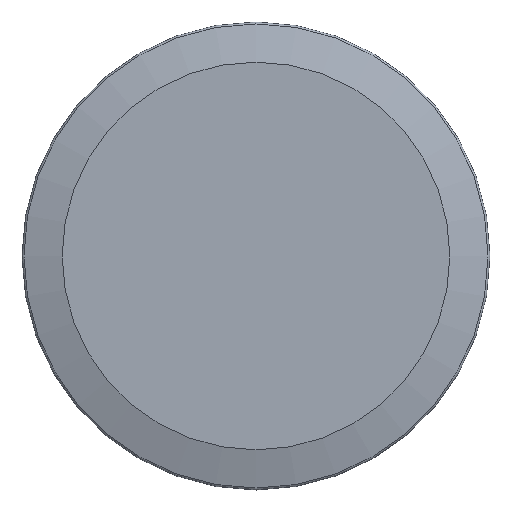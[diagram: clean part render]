
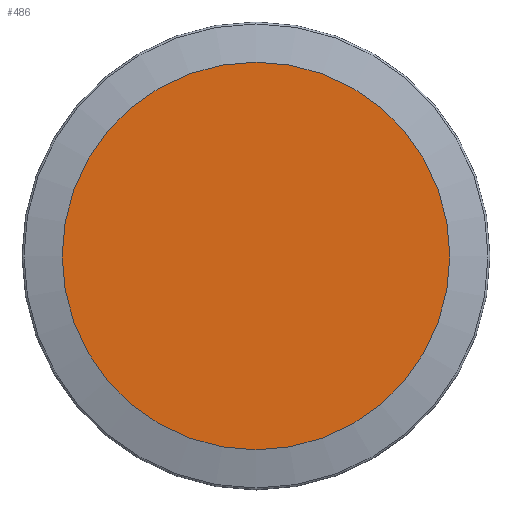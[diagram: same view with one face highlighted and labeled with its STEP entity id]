
A CAD part, top view. The second image highlights one B-rep face of the part: STEP entity #486.
In plain terms, the highlighted planar face has unit normal (0, 0, 1).
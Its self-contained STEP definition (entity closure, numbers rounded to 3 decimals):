
#162 = CONICAL_SURFACE('',#163,43.5,1.309);
#163 = AXIS2_PLACEMENT_3D('',#164,#165,#166);
#164 = CARTESIAN_POINT('',(0.,0.,3.));
#165 = DIRECTION('',(0.,0.,-1.));
#166 = DIRECTION('',(-1.,0.,0.));
#200 = EDGE_CURVE('',#201,#201,#203,.T.);
#201 = VERTEX_POINT('',#202);
#202 = CARTESIAN_POINT('',(36.036,0.,5.));
#203 = SURFACE_CURVE('',#204,(#209,#238),.PCURVE_S1.);
#204 = CIRCLE('',#205,36.036);
#205 = AXIS2_PLACEMENT_3D('',#206,#207,#208);
#206 = CARTESIAN_POINT('',(0.,0.,5.));
#207 = DIRECTION('',(0.,0.,-1.));
#208 = DIRECTION('',(-1.,0.,0.));
#209 = PCURVE('',#162,#210);
#210 = DEFINITIONAL_REPRESENTATION('',(#211),#237);
#211 = B_SPLINE_CURVE_WITH_KNOTS('',3,(#212,#213,#214,#215,#216,#217,
    #218,#219,#220,#221,#222,#223,#224,#225,#226,#227,#228,#229,#230,
    #231,#232,#233,#234,#235,#236),.UNSPECIFIED.,.F.,.F.,(4,1,1,1,1,1,1,
    1,1,1,1,1,1,1,1,1,1,1,1,1,1,1,4),(3.142,3.427,
    3.713,3.998,4.284,4.57,
    4.855,5.141,5.426,5.712,
    5.998,6.283,6.569,6.854,
    7.14,7.426,7.711,7.997,
    8.282,8.568,8.854,9.139,
    9.425),.QUASI_UNIFORM_KNOTS.);
#212 = CARTESIAN_POINT('',(3.142,-2.));
#213 = CARTESIAN_POINT('',(3.237,-2.));
#214 = CARTESIAN_POINT('',(3.427,-2.));
#215 = CARTESIAN_POINT('',(3.713,-2.));
#216 = CARTESIAN_POINT('',(3.998,-2.));
#217 = CARTESIAN_POINT('',(4.284,-2.));
#218 = CARTESIAN_POINT('',(4.57,-2.));
#219 = CARTESIAN_POINT('',(4.855,-2.));
#220 = CARTESIAN_POINT('',(5.141,-2.));
#221 = CARTESIAN_POINT('',(5.426,-2.));
#222 = CARTESIAN_POINT('',(5.712,-2.));
#223 = CARTESIAN_POINT('',(5.998,-2.));
#224 = CARTESIAN_POINT('',(6.283,-2.));
#225 = CARTESIAN_POINT('',(6.569,-2.));
#226 = CARTESIAN_POINT('',(6.854,-2.));
#227 = CARTESIAN_POINT('',(7.14,-2.));
#228 = CARTESIAN_POINT('',(7.426,-2.));
#229 = CARTESIAN_POINT('',(7.711,-2.));
#230 = CARTESIAN_POINT('',(7.997,-2.));
#231 = CARTESIAN_POINT('',(8.282,-2.));
#232 = CARTESIAN_POINT('',(8.568,-2.));
#233 = CARTESIAN_POINT('',(8.854,-2.));
#234 = CARTESIAN_POINT('',(9.139,-2.));
#235 = CARTESIAN_POINT('',(9.33,-2.));
#236 = CARTESIAN_POINT('',(9.425,-2.));
#237 = ( GEOMETRIC_REPRESENTATION_CONTEXT(2) 
PARAMETRIC_REPRESENTATION_CONTEXT() REPRESENTATION_CONTEXT('2D SPACE',''
  ) );
#238 = PCURVE('',#239,#244);
#239 = PLANE('',#240);
#240 = AXIS2_PLACEMENT_3D('',#241,#242,#243);
#241 = CARTESIAN_POINT('',(0.,0.,5.));
#242 = DIRECTION('',(0.,0.,1.));
#243 = DIRECTION('',(1.,0.,0.));
#244 = DEFINITIONAL_REPRESENTATION('',(#245),#253);
#245 = ( BOUNDED_CURVE() B_SPLINE_CURVE(2,(#246,#247,#248,#249,#250,#251
,#252),.UNSPECIFIED.,.F.,.F.) B_SPLINE_CURVE_WITH_KNOTS((1,2,2,2,2,1),(
    -2.094,0.,2.094,4.189,6.283,
8.378),.UNSPECIFIED.) CURVE() GEOMETRIC_REPRESENTATION_ITEM() 
RATIONAL_B_SPLINE_CURVE((1.,0.5,1.,0.5,1.,0.5,1.)) REPRESENTATION_ITEM(
  '') );
#246 = CARTESIAN_POINT('',(-36.036,0.));
#247 = CARTESIAN_POINT('',(-36.036,62.416));
#248 = CARTESIAN_POINT('',(18.018,31.208));
#249 = CARTESIAN_POINT('',(72.072,0.));
#250 = CARTESIAN_POINT('',(18.018,-31.208));
#251 = CARTESIAN_POINT('',(-36.036,-62.416));
#252 = CARTESIAN_POINT('',(-36.036,0.));
#253 = ( GEOMETRIC_REPRESENTATION_CONTEXT(2) 
PARAMETRIC_REPRESENTATION_CONTEXT() REPRESENTATION_CONTEXT('2D SPACE',''
  ) );
#486 = ADVANCED_FACE('',(#487),#239,.T.);
#487 = FACE_BOUND('',#488,.T.);
#488 = EDGE_LOOP('',(#489));
#489 = ORIENTED_EDGE('',*,*,#200,.F.);
